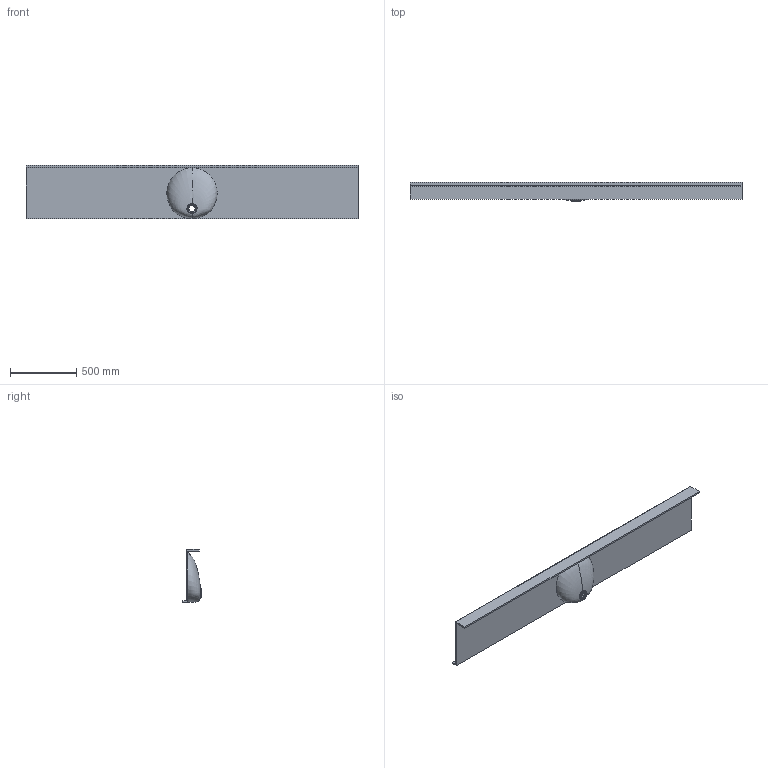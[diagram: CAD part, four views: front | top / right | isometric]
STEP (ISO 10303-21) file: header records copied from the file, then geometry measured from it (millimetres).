
FILE_DESCRIPTION (( 'STEP AP203' ), '1' );
FILE_NAME ('Aurillac_Pico400.STEP', '2021-11-15T08:43:00', ( '' ), ( '' ), 'SwSTEP 2.0', 'SolidWorks 2020', '' );
FILE_SCHEMA (( 'CONFIG_CONTROL_DESIGN' ));
Products named in the file (1): Aurillac_Pico400
Bounding box: 2500 x 150 x 400 mm (x, y, z)
Volume: 16117318.6 mm3; surface area: 2739202.5 mm2
Topology: 1 solids, 1 shells, 59 faces, 165 edges, 108 vertices
Faces by surface type: bspline 41, plane 13, cylinder 5
Entity records: 64402 total; most frequent: CARTESIAN_POINT 63153, ORIENTED_EDGE 330, EDGE_CURVE 165, B_SPLINE_CURVE_WITH_KNOTS 113, VERTEX_POINT 108, DIRECTION 108, EDGE_LOOP 61, FACE_OUTER_BOUND 59
